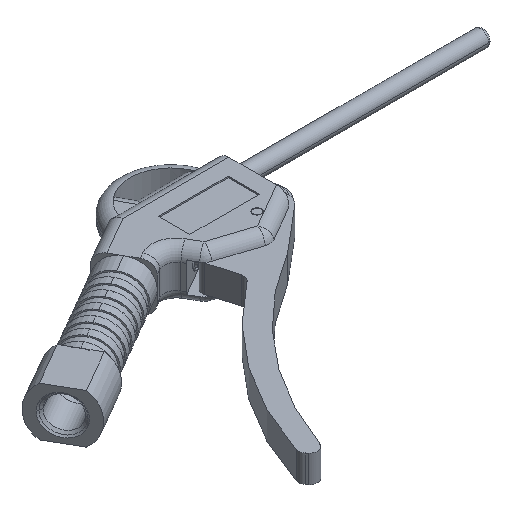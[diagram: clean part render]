
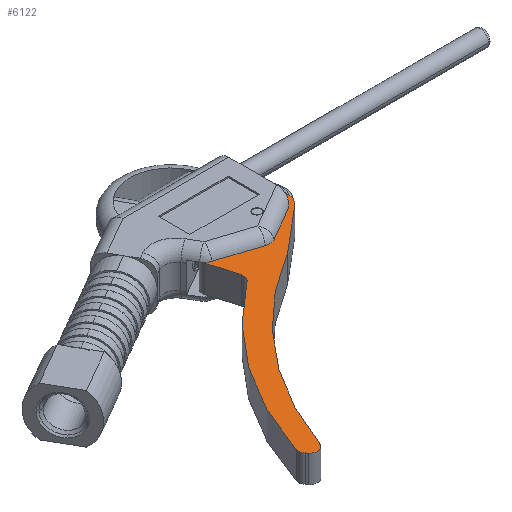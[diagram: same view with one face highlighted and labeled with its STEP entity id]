
A CAD part, isometric view. The second image highlights one B-rep face of the part: STEP entity #6122.
In plain terms, the highlighted planar face has unit normal (0, 0, 1).
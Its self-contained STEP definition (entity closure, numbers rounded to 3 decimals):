
#5602=CARTESIAN_POINT('',(0.,0.,5.));
#5603=DIRECTION('',(0.,0.,-1.));
#5604=DIRECTION('',(1.,0.,0.));
#5605=AXIS2_PLACEMENT_3D('',#5602,#5603,#5604);
#5607=CARTESIAN_POINT('',(0.,0.,5.));
#5608=DIRECTION('',(0.,0.,-1.));
#5609=DIRECTION('',(-1.,0.,0.));
#5610=AXIS2_PLACEMENT_3D('',#5607,#5608,#5609);
#5612=CARTESIAN_POINT('',(-10.738,-15.986,5.));
#5613=DIRECTION('',(0.,0.,1.));
#5614=DIRECTION('',(-0.423,0.906,0.));
#5615=AXIS2_PLACEMENT_3D('',#5612,#5613,#5614);
#5617=DIRECTION('',(-0.906,-0.423,0.));
#5618=VECTOR('',#5617,5.819);
#5619=CARTESIAN_POINT('',(-6.732,-10.808,5.));
#5620=LINE('',#5619,#5618);
#5621=CARTESIAN_POINT('',(2.,9.,5.));
#5622=DIRECTION('',(0.,0.,-1.));
#5623=DIRECTION('',(-1.,0.,0.));
#5624=AXIS2_PLACEMENT_3D('',#5621,#5622,#5623);
#5626=CARTESIAN_POINT('',(6.,-12.029,5.));
#5627=DIRECTION('',(0.,0.,1.));
#5628=DIRECTION('',(0.986,-0.164,0.));
#5629=AXIS2_PLACEMENT_3D('',#5626,#5627,#5628);
#5631=CARTESIAN_POINT('',(132.266,-33.028,5.));
#5632=DIRECTION('',(0.,0.,-1.));
#5633=DIRECTION('',(-0.86,-0.511,0.));
#5634=AXIS2_PLACEMENT_3D('',#5631,#5632,#5633);
#5636=CARTESIAN_POINT('',(22.219,-98.402,5.));
#5637=DIRECTION('',(0.,0.,1.));
#5638=DIRECTION('',(0.,-1.,0.));
#5639=AXIS2_PLACEMENT_3D('',#5636,#5637,#5638);
#5641=DIRECTION('',(1.,0.,0.));
#5642=VECTOR('',#5641,0.8);
#5643=CARTESIAN_POINT('',(21.419,-101.402,5.));
#5644=LINE('',#5643,#5642);
#5645=CARTESIAN_POINT('',(21.419,-98.402,5.));
#5646=DIRECTION('',(0.,0.,1.));
#5647=DIRECTION('',(-0.844,-0.536,0.));
#5648=AXIS2_PLACEMENT_3D('',#5645,#5646,#5647);
#5650=CARTESIAN_POINT('',(124.425,-33.028,5.));
#5651=DIRECTION('',(0.,0.,1.));
#5652=DIRECTION('',(-0.998,0.057,0.));
#5653=AXIS2_PLACEMENT_3D('',#5650,#5651,#5652);
#5655=DIRECTION('',(0.915,-0.404,0.));
#5656=VECTOR('',#5655,10.699);
#5657=CARTESIAN_POINT('',(-11.948,-18.731,5.));
#5658=LINE('',#5657,#5656);
#5693=DIRECTION('',(0.,-1.,0.));
#5694=VECTOR('',#5693,17.089);
#5695=CARTESIAN_POINT('',(-5.,9.,5.));
#5696=LINE('',#5695,#5694);
#5804=CARTESIAN_POINT('',(-8.,-8.089,5.));
#5805=DIRECTION('',(0.,0.,-1.));
#5806=DIRECTION('',(1.,0.,0.));
#5807=AXIS2_PLACEMENT_3D('',#5804,#5805,#5806);
#5843=DIRECTION('',(0.,1.,0.));
#5844=VECTOR('',#5843,21.029);
#5845=CARTESIAN_POINT('',(9.,-12.029,5.));
#5846=LINE('',#5845,#5844);
#5888=CARTESIAN_POINT('',(-3.37,-25.793,5.));
#5889=DIRECTION('',(0.,0.,-1.));
#5890=DIRECTION('',(0.404,0.915,0.));
#5891=AXIS2_PLACEMENT_3D('',#5888,#5889,#5890);
#5905=CARTESIAN_POINT('',(1.5,0.,5.));
#5906=CARTESIAN_POINT('',(-1.5,0.,5.));
#5907=VERTEX_POINT('',#5905);
#5908=VERTEX_POINT('',#5906);
#5910=CARTESIAN_POINT('',(-0.375,-25.962,5.));
#5912=VERTEX_POINT('',#5910);
#5914=CARTESIAN_POINT('',(-2.159,-23.048,5.));
#5916=VERTEX_POINT('',#5914);
#5921=CARTESIAN_POINT('',(-5.,-8.089,5.));
#5922=CARTESIAN_POINT('',(-6.732,-10.808,5.));
#5923=VERTEX_POINT('',#5921);
#5924=VERTEX_POINT('',#5922);
#5929=CARTESIAN_POINT('',(-12.006,-13.267,5.));
#5930=CARTESIAN_POINT('',(-11.948,-18.731,5.));
#5931=VERTEX_POINT('',#5929);
#5932=VERTEX_POINT('',#5930);
#5937=CARTESIAN_POINT('',(8.959,-12.521,5.));
#5938=VERTEX_POINT('',#5937);
#5939=CARTESIAN_POINT('',(9.,-12.029,5.));
#5940=VERTEX_POINT('',#5939);
#5945=CARTESIAN_POINT('',(22.219,-101.402,5.));
#5946=VERTEX_POINT('',#5945);
#5947=CARTESIAN_POINT('',(24.798,-96.87,5.));
#5948=VERTEX_POINT('',#5947);
#5953=CARTESIAN_POINT('',(18.886,-100.01,5.));
#5954=VERTEX_POINT('',#5953);
#5955=CARTESIAN_POINT('',(21.419,-101.402,5.));
#5956=VERTEX_POINT('',#5955);
#5961=CARTESIAN_POINT('',(9.,9.,5.));
#5962=VERTEX_POINT('',#5961);
#5963=CARTESIAN_POINT('',(-5.,9.,5.));
#5964=VERTEX_POINT('',#5963);
#6083=CARTESIAN_POINT('',(0.,0.,5.));
#6084=DIRECTION('',(0.,0.,1.));
#6085=DIRECTION('',(1.,0.,0.));
#6086=AXIS2_PLACEMENT_3D('',#6083,#6084,#6085);
#6087=PLANE('',#6086);
#6089=ORIENTED_EDGE('',*,*,#6088,.F.);
#6091=ORIENTED_EDGE('',*,*,#6090,.F.);
#6093=ORIENTED_EDGE('',*,*,#6092,.F.);
#6095=ORIENTED_EDGE('',*,*,#6094,.F.);
#6097=ORIENTED_EDGE('',*,*,#6096,.T.);
#6099=ORIENTED_EDGE('',*,*,#6098,.F.);
#6101=ORIENTED_EDGE('',*,*,#6100,.F.);
#6103=ORIENTED_EDGE('',*,*,#6102,.F.);
#6105=ORIENTED_EDGE('',*,*,#6104,.F.);
#6107=ORIENTED_EDGE('',*,*,#6106,.F.);
#6109=ORIENTED_EDGE('',*,*,#6108,.F.);
#6111=ORIENTED_EDGE('',*,*,#6110,.F.);
#6113=ORIENTED_EDGE('',*,*,#6112,.F.);
#6115=ORIENTED_EDGE('',*,*,#6114,.F.);
#6116=EDGE_LOOP('',(#6089,#6091,#6093,#6095,#6097,#6099,#6101,#6103,#6105,#6107,
#6109,#6111,#6113,#6115));
#6117=FACE_OUTER_BOUND('',#6116,.F.);
#6118=ORIENTED_EDGE('',*,*,#6063,.F.);
#6119=ORIENTED_EDGE('',*,*,#6077,.F.);
#6120=EDGE_LOOP('',(#6118,#6119));
#6121=FACE_BOUND('',#6120,.F.);
#6122=ADVANCED_FACE('',(#6117,#6121),#6087,.T.);
#5606=CIRCLE('',#5605,1.5);
#5611=CIRCLE('',#5610,1.5);
#5616=CIRCLE('',#5615,3.);
#5625=CIRCLE('',#5624,7.);
#5630=CIRCLE('',#5629,3.);
#5635=CIRCLE('',#5634,125.);
#5640=CIRCLE('',#5639,3.);
#5649=CIRCLE('',#5648,3.);
#5654=CIRCLE('',#5653,125.);
#5808=CIRCLE('',#5807,3.);
#5892=CIRCLE('',#5891,3.);
#6063=EDGE_CURVE('',#5907,#5908,#5606,.T.);
#6077=EDGE_CURVE('',#5908,#5907,#5611,.T.);
#6088=EDGE_CURVE('',#5931,#5932,#5616,.T.);
#6090=EDGE_CURVE('',#5924,#5931,#5620,.T.);
#6092=EDGE_CURVE('',#5923,#5924,#5808,.T.);
#6094=EDGE_CURVE('',#5964,#5923,#5696,.T.);
#6096=EDGE_CURVE('',#5964,#5962,#5625,.T.);
#6098=EDGE_CURVE('',#5940,#5962,#5846,.T.);
#6100=EDGE_CURVE('',#5938,#5940,#5630,.T.);
#6102=EDGE_CURVE('',#5948,#5938,#5635,.T.);
#6104=EDGE_CURVE('',#5946,#5948,#5640,.T.);
#6106=EDGE_CURVE('',#5956,#5946,#5644,.T.);
#6108=EDGE_CURVE('',#5954,#5956,#5649,.T.);
#6110=EDGE_CURVE('',#5912,#5954,#5654,.T.);
#6112=EDGE_CURVE('',#5916,#5912,#5892,.T.);
#6114=EDGE_CURVE('',#5932,#5916,#5658,.T.);
